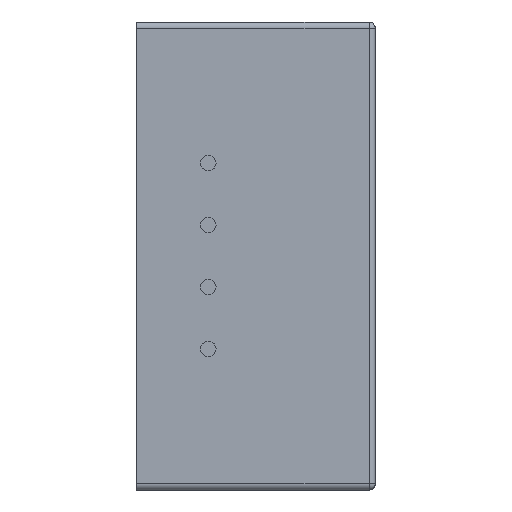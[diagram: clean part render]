
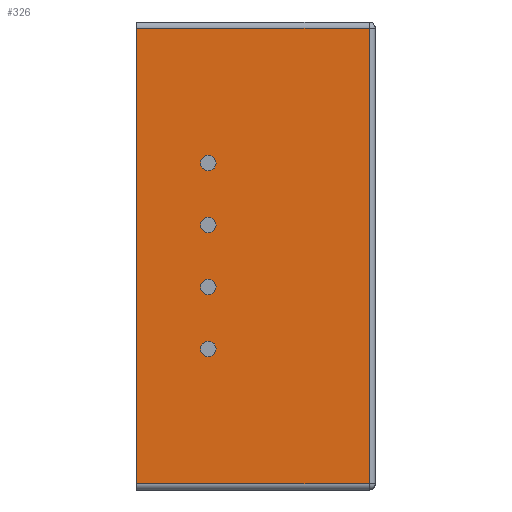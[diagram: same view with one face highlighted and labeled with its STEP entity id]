
A CAD part, front view. The second image highlights one B-rep face of the part: STEP entity #326.
In plain terms, the highlighted planar face has unit normal (0, -1, 0).
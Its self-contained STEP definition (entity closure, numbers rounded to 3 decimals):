
#50 = ORIENTED_EDGE ( 'NONE', *, *, #2537, .T. ) ;
#142 = EDGE_LOOP ( 'NONE', ( #3732, #7401 ) ) ;
#159 = DIRECTION ( 'NONE',  ( 0., 0., 1. ) ) ;
#312 = VERTEX_POINT ( 'NONE', #5994 ) ;
#326 = ADVANCED_FACE ( 'NONE', ( #775, #4947, #2728, #496, #9114 ), #6248, .F. ) ;
#357 = CARTESIAN_POINT ( 'NONE',  ( 7.5, -12.55, -7.35 ) ) ;
#496 = FACE_BOUND ( 'NONE', #2408, .T. ) ;
#589 = AXIS2_PLACEMENT_3D ( 'NONE', #8891, #3908, #9713 ) ;
#627 = VERTEX_POINT ( 'NONE', #7702 ) ;
#639 = VERTEX_POINT ( 'NONE', #3421 ) ;
#775 = FACE_BOUND ( 'NONE', #7284, .T. ) ;
#913 = EDGE_LOOP ( 'NONE', ( #6617, #10496, #7520, #50 ) ) ;
#917 = CARTESIAN_POINT ( 'NONE',  ( 7.7, -12.55, 0. ) ) ;
#970 = EDGE_CURVE ( 'NONE', #639, #2876, #3482, .T. ) ;
#1201 = DIRECTION ( 'NONE',  ( 0., -1., 0. ) ) ;
#1225 = EDGE_LOOP ( 'NONE', ( #4650, #6627 ) ) ;
#1268 = ORIENTED_EDGE ( 'NONE', *, *, #8674, .F. ) ;
#1357 = LINE ( 'NONE', #10703, #8262 ) ;
#1405 = CIRCLE ( 'NONE', #4155, 0.25 ) ;
#1663 = EDGE_CURVE ( 'NONE', #627, #5261, #1357, .T. ) ;
#1942 = VERTEX_POINT ( 'NONE', #7946 ) ;
#2082 = DIRECTION ( 'NONE',  ( 0., 0., -1. ) ) ;
#2125 = AXIS2_PLACEMENT_3D ( 'NONE', #6197, #1201, #7039 ) ;
#2159 = CIRCLE ( 'NONE', #9382, 0.25 ) ;
#2356 = DIRECTION ( 'NONE',  ( 0., -1., 0. ) ) ;
#2382 = VERTEX_POINT ( 'NONE', #10025 ) ;
#2408 = EDGE_LOOP ( 'NONE', ( #3881, #5822 ) ) ;
#2537 = EDGE_CURVE ( 'NONE', #2824, #6080, #3011, .T. ) ;
#2690 = EDGE_CURVE ( 'NONE', #1942, #7742, #9777, .T. ) ;
#2728 = FACE_BOUND ( 'NONE', #142, .T. ) ;
#2766 = CARTESIAN_POINT ( 'NONE',  ( 2.31, -12.55, -3. ) ) ;
#2824 = VERTEX_POINT ( 'NONE', #10378 ) ;
#2842 = VECTOR ( 'NONE', #2082, 1000. ) ;
#2876 = VERTEX_POINT ( 'NONE', #8779 ) ;
#3011 = LINE ( 'NONE', #3607, #4980 ) ;
#3189 = EDGE_CURVE ( 'NONE', #7742, #1942, #6798, .T. ) ;
#3297 = CARTESIAN_POINT ( 'NONE',  ( 0., -12.55, 7.35 ) ) ;
#3421 = CARTESIAN_POINT ( 'NONE',  ( 2.31, -12.55, 1.25 ) ) ;
#3482 = CIRCLE ( 'NONE', #2125, 0.25 ) ;
#3590 = DIRECTION ( 'NONE',  ( 0., 0., 1. ) ) ;
#3607 = CARTESIAN_POINT ( 'NONE',  ( 7.5, -12.55, -7.35 ) ) ;
#3621 = CIRCLE ( 'NONE', #10567, 0.25 ) ;
#3640 = DIRECTION ( 'NONE',  ( 0., -1., 0. ) ) ;
#3713 = DIRECTION ( 'NONE',  ( 0., -1., 0. ) ) ;
#3732 = ORIENTED_EDGE ( 'NONE', *, *, #970, .F. ) ;
#3881 = ORIENTED_EDGE ( 'NONE', *, *, #2690, .F. ) ;
#3889 = CIRCLE ( 'NONE', #10421, 0.25 ) ;
#3908 = DIRECTION ( 'NONE',  ( 0., -1., 0. ) ) ;
#4155 = AXIS2_PLACEMENT_3D ( 'NONE', #8706, #3713, #9543 ) ;
#4460 = DIRECTION ( 'NONE',  ( 0., -1., 0. ) ) ;
#4650 = ORIENTED_EDGE ( 'NONE', *, *, #4943, .F. ) ;
#4943 = EDGE_CURVE ( 'NONE', #8209, #312, #1405, .T. ) ;
#4947 = FACE_BOUND ( 'NONE', #1225, .T. ) ;
#4980 = VECTOR ( 'NONE', #9474, 1000. ) ;
#5034 = CARTESIAN_POINT ( 'NONE',  ( 7.5, -12.55, 7.55 ) ) ;
#5170 = DIRECTION ( 'NONE',  ( 0., -1., 0. ) ) ;
#5261 = VERTEX_POINT ( 'NONE', #3297 ) ;
#5517 = DIRECTION ( 'NONE',  ( 0., 1., 0. ) ) ;
#5547 = DIRECTION ( 'NONE',  ( 0., 0., 1. ) ) ;
#5689 = EDGE_CURVE ( 'NONE', #312, #8209, #10713, .T. ) ;
#5822 = ORIENTED_EDGE ( 'NONE', *, *, #3189, .F. ) ;
#5881 = DIRECTION ( 'NONE',  ( 0., 0., 1. ) ) ;
#5994 = CARTESIAN_POINT ( 'NONE',  ( 2.31, -12.55, -1.25 ) ) ;
#6080 = VERTEX_POINT ( 'NONE', #357 ) ;
#6197 = CARTESIAN_POINT ( 'NONE',  ( 2.31, -12.55, 1. ) ) ;
#6248 = PLANE ( 'NONE',  #9424 ) ;
#6512 = LINE ( 'NONE', #5034, #10669 ) ;
#6617 = ORIENTED_EDGE ( 'NONE', *, *, #7861, .T. ) ;
#6627 = ORIENTED_EDGE ( 'NONE', *, *, #5689, .F. ) ;
#6774 = LINE ( 'NONE', #7070, #2842 ) ;
#6798 = CIRCLE ( 'NONE', #9327, 0.25 ) ;
#6945 = DIRECTION ( 'NONE',  ( -1., 0., 0. ) ) ;
#7039 = DIRECTION ( 'NONE',  ( 0., 0., 1. ) ) ;
#7070 = CARTESIAN_POINT ( 'NONE',  ( 0., -12.55, 0. ) ) ;
#7284 = EDGE_LOOP ( 'NONE', ( #10246, #1268 ) ) ;
#7351 = CARTESIAN_POINT ( 'NONE',  ( 2.31, -12.55, -1. ) ) ;
#7401 = ORIENTED_EDGE ( 'NONE', *, *, #10089, .F. ) ;
#7520 = ORIENTED_EDGE ( 'NONE', *, *, #8751, .T. ) ;
#7702 = CARTESIAN_POINT ( 'NONE',  ( 7.5, -12.55, 7.35 ) ) ;
#7742 = VERTEX_POINT ( 'NONE', #8185 ) ;
#7861 = EDGE_CURVE ( 'NONE', #6080, #627, #6512, .T. ) ;
#7868 = VERTEX_POINT ( 'NONE', #8400 ) ;
#7946 = CARTESIAN_POINT ( 'NONE',  ( 2.31, -12.55, 3.25 ) ) ;
#8125 = EDGE_CURVE ( 'NONE', #2382, #7868, #3889, .T. ) ;
#8180 = DIRECTION ( 'NONE',  ( 0., 0., 1. ) ) ;
#8185 = CARTESIAN_POINT ( 'NONE',  ( 2.31, -12.55, 2.75 ) ) ;
#8209 = VERTEX_POINT ( 'NONE', #8672 ) ;
#8262 = VECTOR ( 'NONE', #6945, 1000. ) ;
#8400 = CARTESIAN_POINT ( 'NONE',  ( 2.31, -12.55, -3.25 ) ) ;
#8551 = AXIS2_PLACEMENT_3D ( 'NONE', #7351, #2356, #8180 ) ;
#8589 = DIRECTION ( 'NONE',  ( 0., -1., 0. ) ) ;
#8638 = CARTESIAN_POINT ( 'NONE',  ( 2.31, -12.55, 1. ) ) ;
#8672 = CARTESIAN_POINT ( 'NONE',  ( 2.31, -12.55, -0.75 ) ) ;
#8674 = EDGE_CURVE ( 'NONE', #7868, #2382, #3621, .T. ) ;
#8706 = CARTESIAN_POINT ( 'NONE',  ( 2.31, -12.55, -1. ) ) ;
#8751 = EDGE_CURVE ( 'NONE', #5261, #2824, #6774, .T. ) ;
#8779 = CARTESIAN_POINT ( 'NONE',  ( 2.31, -12.55, 0.75 ) ) ;
#8891 = CARTESIAN_POINT ( 'NONE',  ( 2.31, -12.55, 3. ) ) ;
#9114 = FACE_OUTER_BOUND ( 'NONE', #913, .T. ) ;
#9327 = AXIS2_PLACEMENT_3D ( 'NONE', #10162, #5170, #159 ) ;
#9382 = AXIS2_PLACEMENT_3D ( 'NONE', #8638, #3640, #9464 ) ;
#9424 = AXIS2_PLACEMENT_3D ( 'NONE', #917, #5517, #5547 ) ;
#9435 = CARTESIAN_POINT ( 'NONE',  ( 2.31, -12.55, -3. ) ) ;
#9464 = DIRECTION ( 'NONE',  ( 0., 0., 1. ) ) ;
#9474 = DIRECTION ( 'NONE',  ( 1., 0., 0. ) ) ;
#9543 = DIRECTION ( 'NONE',  ( 0., 0., 1. ) ) ;
#9713 = DIRECTION ( 'NONE',  ( 0., 0., 1. ) ) ;
#9777 = CIRCLE ( 'NONE', #589, 0.25 ) ;
#10025 = CARTESIAN_POINT ( 'NONE',  ( 2.31, -12.55, -2.75 ) ) ;
#10089 = EDGE_CURVE ( 'NONE', #2876, #639, #2159, .T. ) ;
#10162 = CARTESIAN_POINT ( 'NONE',  ( 2.31, -12.55, 3. ) ) ;
#10246 = ORIENTED_EDGE ( 'NONE', *, *, #8125, .F. ) ;
#10276 = DIRECTION ( 'NONE',  ( 0., 0., 1. ) ) ;
#10378 = CARTESIAN_POINT ( 'NONE',  ( 0., -12.55, -7.35 ) ) ;
#10421 = AXIS2_PLACEMENT_3D ( 'NONE', #9435, #4460, #10276 ) ;
#10496 = ORIENTED_EDGE ( 'NONE', *, *, #1663, .T. ) ;
#10567 = AXIS2_PLACEMENT_3D ( 'NONE', #2766, #8589, #3590 ) ;
#10669 = VECTOR ( 'NONE', #5881, 1000. ) ;
#10703 = CARTESIAN_POINT ( 'NONE',  ( 7.7, -12.55, 7.35 ) ) ;
#10713 = CIRCLE ( 'NONE', #8551, 0.25 ) ;
